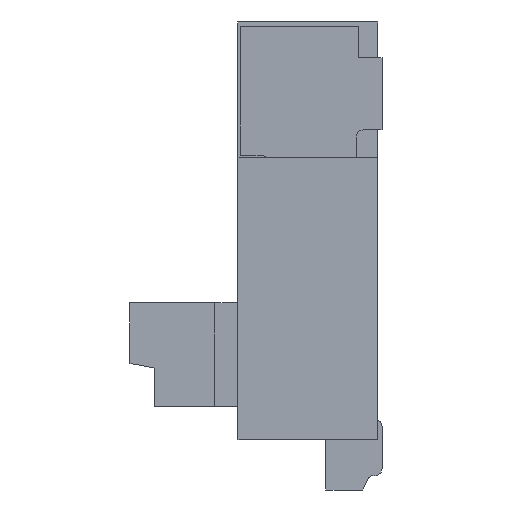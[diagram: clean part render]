
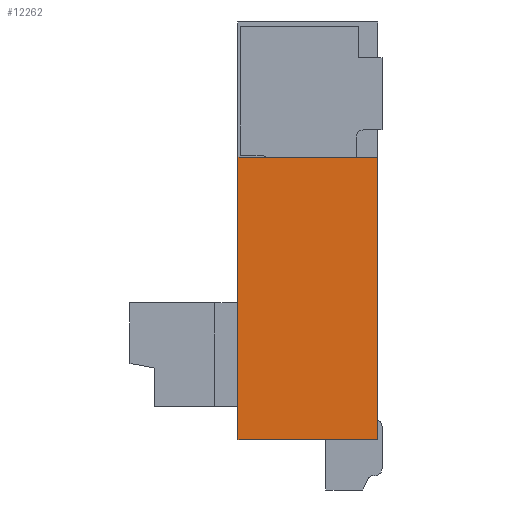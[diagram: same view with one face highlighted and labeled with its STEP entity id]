
A CAD part, left-side view. The second image highlights one B-rep face of the part: STEP entity #12262.
In plain terms, the highlighted planar face has unit normal (-1, 0, 0).
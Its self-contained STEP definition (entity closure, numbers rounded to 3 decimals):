
#2465=ORIENTED_EDGE('',*,*,#4441,.T.);
#2466=ORIENTED_EDGE('',*,*,#5155,.F.);
#2467=ORIENTED_EDGE('',*,*,#5156,.F.);
#2468=ORIENTED_EDGE('',*,*,#4890,.T.);
#4441=EDGE_CURVE('',#5991,#5990,#7285,.T.);
#4890=EDGE_CURVE('',#6305,#5991,#7734,.T.);
#5155=EDGE_CURVE('',#6500,#5990,#7999,.T.);
#5156=EDGE_CURVE('',#6305,#6500,#8000,.T.);
#5990=VERTEX_POINT('',#20503);
#5991=VERTEX_POINT('',#20505);
#6305=VERTEX_POINT('',#21384);
#6500=VERTEX_POINT('',#21894);
#7285=LINE('',#20504,#9005);
#7734=LINE('',#21383,#9454);
#7999=LINE('',#21893,#9719);
#8000=LINE('',#21895,#9720);
#9005=VECTOR('',#17206,1000.);
#9454=VECTOR('',#17887,1000.);
#9719=VECTOR('',#18252,1000.);
#9720=VECTOR('',#18253,1000.);
#10448=EDGE_LOOP('',(#2465,#2466,#2467,#2468));
#11100=FACE_BOUND('',#10448,.T.);
#11676=PLANE('',#15735);
#12262=ADVANCED_FACE('',(#11100),#11676,.F.);
#15735=AXIS2_PLACEMENT_3D('',#21892,#18250,#18251);
#17206=DIRECTION('',(0.,0.,1.));
#17887=DIRECTION('',(0.,-1.,0.));
#18250=DIRECTION('',(1.,0.,0.));
#18251=DIRECTION('',(0.,0.,-1.));
#18252=DIRECTION('',(0.,-1.,0.));
#18253=DIRECTION('',(0.,0.,1.));
#20503=CARTESIAN_POINT('',(-6.,0.,1.96));
#20504=CARTESIAN_POINT('',(-6.,0.,0.));
#20505=CARTESIAN_POINT('',(-6.,0.,0.));
#21383=CARTESIAN_POINT('',(-6.,0.97,0.));
#21384=CARTESIAN_POINT('',(-6.,0.97,0.));
#21892=CARTESIAN_POINT('',(-6.,0.97,0.));
#21893=CARTESIAN_POINT('',(-6.,0.97,1.96));
#21894=CARTESIAN_POINT('',(-6.,0.97,1.96));
#21895=CARTESIAN_POINT('',(-6.,0.97,0.));
